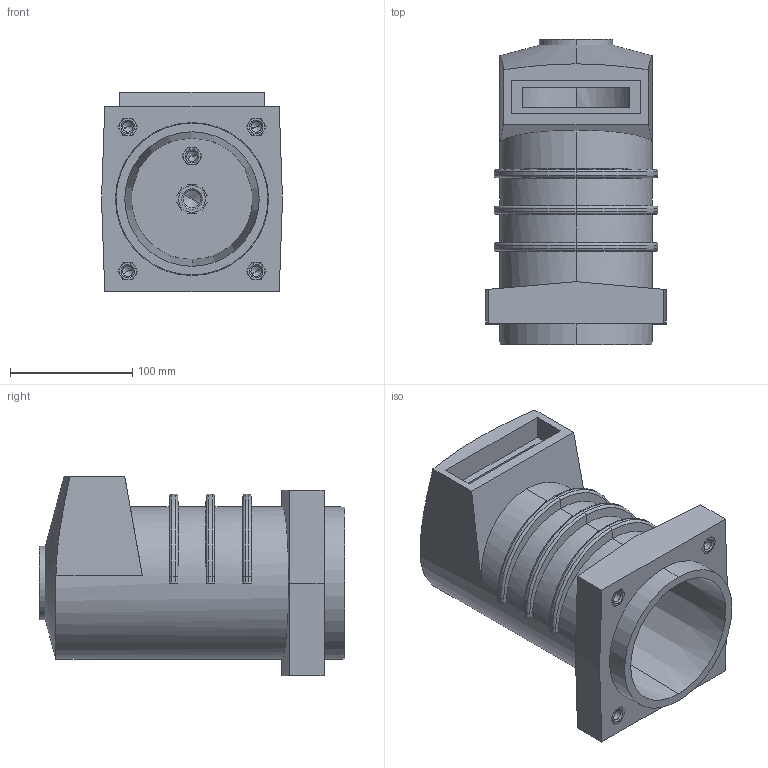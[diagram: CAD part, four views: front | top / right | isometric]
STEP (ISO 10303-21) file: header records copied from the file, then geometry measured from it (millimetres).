
FILE_DESCRIPTION (( 'STEP AP214' ), '1' );
FILE_NAME ('认菟-10-岩.STEP', '2024-04-25T07:42:29', ( '' ), ( '' ), 'SwSTEP 2.0', 'SolidWorks 2014', '' );
FILE_SCHEMA (( 'AUTOMOTIVE_DESIGN' ));
Length unit declared in the file: millimetre
Products named in the file (4): ÂÅÈÓ.758472.013 Ãàéêà ñïåöèàëüíàÿ_-00; ÂÅÈÓ.758472.005 Ãàéêà ñïåöèàëüíàÿ_-01; 屡扔.686153.002 认菟-10岩; 认菟-10-岩
Assembly tree (7 placements, depth 2):
  认菟-10-岩
    屡扔.686153.002 认菟-10岩
    ÂÅÈÓ.758472.005 Ãàéêà ñïåöèàëüíàÿ_-01  x5
    ÂÅÈÓ.758472.013 Ãàéêà ñïåöèàëüíàÿ_-00
Bounding box: 148 x 250 x 163.5 mm (x, y, z)
Volume: 1648298.3 mm3; surface area: 262871.1 mm2
Topology: 7 solids, 7 shells, 433 faces, 1038 edges, 645 vertices
Faces by surface type: plane 234, cone 127, cylinder 60, torus 12
Entity records: 10192 total; most frequent: CARTESIAN_POINT 3096, ORIENTED_EDGE 1476, DIRECTION 1350, EDGE_CURVE 738, AXIS2_PLACEMENT_3D 487, VERTEX_POINT 465, LINE 376, VECTOR 376
